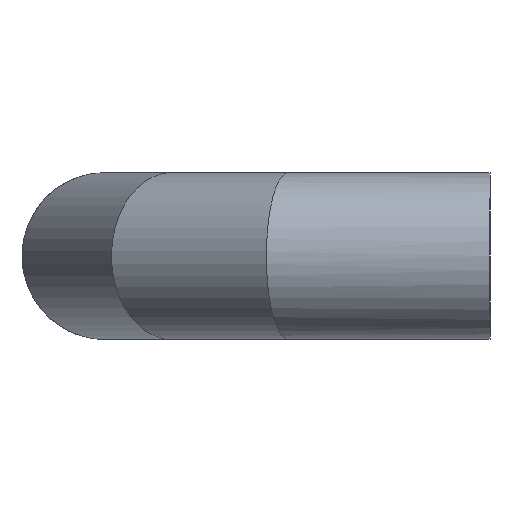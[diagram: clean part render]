
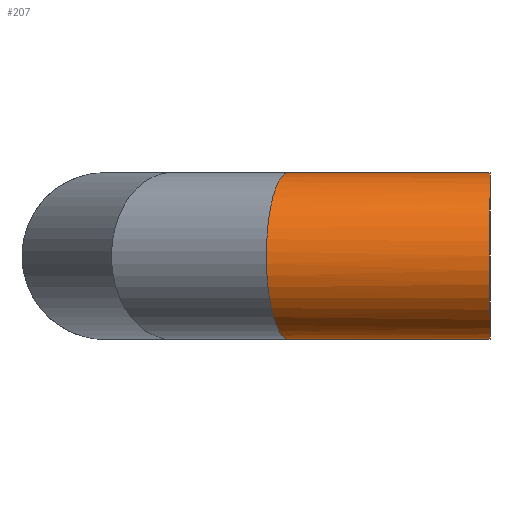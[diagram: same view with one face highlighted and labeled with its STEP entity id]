
A CAD part, left-side view. The second image highlights one B-rep face of the part: STEP entity #207.
In plain terms, the highlighted cylindrical face has radius 140 mm (diameter 280 mm), a full revolution.
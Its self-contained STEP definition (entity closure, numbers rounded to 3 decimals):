
#27=FACE_OUTER_BOUND('',#38,.T.);
#38=EDGE_LOOP('',(#183,#184,#185,#186,#187,#188));
#44=CIRCLE('',#259,140.);
#52=LINE('',#395,#60);
#60=VECTOR('',#330,140.);
#76=ELLIPSE('',#255,144.939,140.);
#77=ELLIPSE('',#256,144.939,140.);
#78=ELLIPSE('',#257,144.939,140.);
#97=VERTEX_POINT('',#386);
#98=VERTEX_POINT('',#388);
#99=VERTEX_POINT('',#390);
#100=VERTEX_POINT('',#394);
#126=EDGE_CURVE('',#98,#97,#76,.T.);
#127=EDGE_CURVE('',#99,#98,#77,.T.);
#128=EDGE_CURVE('',#97,#99,#78,.T.);
#129=EDGE_CURVE('',#97,#100,#52,.T.);
#130=EDGE_CURVE('',#100,#100,#44,.T.);
#183=ORIENTED_EDGE('',*,*,#127,.T.);
#184=ORIENTED_EDGE('',*,*,#126,.T.);
#185=ORIENTED_EDGE('',*,*,#129,.T.);
#186=ORIENTED_EDGE('',*,*,#130,.T.);
#187=ORIENTED_EDGE('',*,*,#129,.F.);
#188=ORIENTED_EDGE('',*,*,#128,.T.);
#198=CYLINDRICAL_SURFACE('',#258,140.);
#207=ADVANCED_FACE('',(#27),#198,.T.);
#255=AXIS2_PLACEMENT_3D('',#389,#322,#323);
#256=AXIS2_PLACEMENT_3D('',#391,#324,#325);
#257=AXIS2_PLACEMENT_3D('',#392,#326,#327);
#258=AXIS2_PLACEMENT_3D('',#393,#328,#329);
#259=AXIS2_PLACEMENT_3D('',#396,#331,#332);
#322=DIRECTION('center_axis',(-0.259,-0.966,0.));
#323=DIRECTION('ref_axis',(-0.966,0.259,0.));
#324=DIRECTION('center_axis',(-0.259,-0.966,0.));
#325=DIRECTION('ref_axis',(-0.966,0.259,0.));
#326=DIRECTION('center_axis',(-0.259,-0.966,0.));
#327=DIRECTION('ref_axis',(-0.966,0.259,0.));
#328=DIRECTION('center_axis',(0.,1.,0.));
#329=DIRECTION('ref_axis',(-1.,0.,0.));
#330=DIRECTION('',(0.,-1.,0.));
#331=DIRECTION('center_axis',(0.,1.,0.));
#332=DIRECTION('ref_axis',(-1.,0.,0.));
#386=CARTESIAN_POINT('',(140.,300.,0.));
#388=CARTESIAN_POINT('',(0.,337.513,-140.));
#389=CARTESIAN_POINT('Origin',(0.,337.513,0.));
#390=CARTESIAN_POINT('',(0.,337.513,140.));
#391=CARTESIAN_POINT('Origin',(0.,337.513,0.));
#392=CARTESIAN_POINT('Origin',(0.,337.513,0.));
#393=CARTESIAN_POINT('Origin',(0.,0.,0.));
#394=CARTESIAN_POINT('',(140.,0.,0.));
#395=CARTESIAN_POINT('',(140.,0.,0.));
#396=CARTESIAN_POINT('Origin',(0.,0.,0.));
